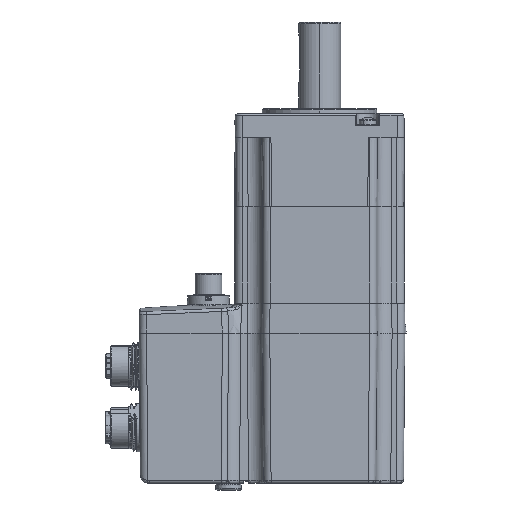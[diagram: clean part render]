
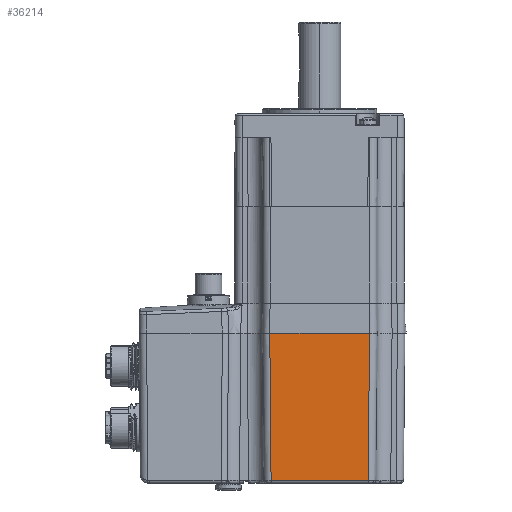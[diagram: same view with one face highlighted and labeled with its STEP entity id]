
A CAD part, front view. The second image highlights one B-rep face of the part: STEP entity #36214.
In plain terms, the highlighted planar face has unit normal (0, -1, -0.009).
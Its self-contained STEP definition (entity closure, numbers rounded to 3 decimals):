
#478 = CARTESIAN_POINT ( 'NONE',  ( 16.587, -28.337, -53. ) ) ;
#1280 = EDGE_CURVE ( 'NONE', #11506, #26333, #42704, .T. ) ;
#5882 = EDGE_CURVE ( 'NONE', #52311, #11506, #116653, .T. ) ;
#6785 = CARTESIAN_POINT ( 'NONE',  ( 19.087, -28.337, -53. ) ) ;
#11506 = VERTEX_POINT ( 'NONE', #103265 ) ;
#23832 = ORIENTED_EDGE ( 'NONE', *, *, #86049, .T. ) ;
#24041 = VECTOR ( 'NONE', #88515, 1000. ) ;
#24979 = LINE ( 'NONE', #6785, #69091 ) ;
#26333 = VERTEX_POINT ( 'NONE', #45957 ) ;
#27479 = ORIENTED_EDGE ( 'NONE', *, *, #5882, .T. ) ;
#36214 = ADVANCED_FACE ( 'NONE', ( #76358 ), #95768, .T. ) ;
#40844 = DIRECTION ( 'NONE',  ( 1., 0., 0. ) ) ;
#42704 = LINE ( 'NONE', #89646, #76699 ) ;
#45957 = CARTESIAN_POINT ( 'NONE',  ( 16.16, -27.91, -102.009 ) ) ;
#46983 = DIRECTION ( 'NONE',  ( 0., -0.009, 1. ) ) ;
#52311 = VERTEX_POINT ( 'NONE', #95097 ) ;
#61009 = DIRECTION ( 'NONE',  ( 0.009, -0.009, 1. ) ) ;
#63116 = DIRECTION ( 'NONE',  ( -1., 0., 0. ) ) ;
#67789 = EDGE_CURVE ( 'NONE', #26333, #83626, #92590, .T. ) ;
#69091 = VECTOR ( 'NONE', #63116, 1000. ) ;
#75033 = ORIENTED_EDGE ( 'NONE', *, *, #1280, .T. ) ;
#76358 = FACE_OUTER_BOUND ( 'NONE', #116535, .T. ) ;
#76699 = VECTOR ( 'NONE', #40844, 1000. ) ;
#81385 = ORIENTED_EDGE ( 'NONE', *, *, #67789, .T. ) ;
#83626 = VERTEX_POINT ( 'NONE', #478 ) ;
#85795 = DIRECTION ( 'NONE',  ( 0., -1., -0.009 ) ) ;
#86049 = EDGE_CURVE ( 'NONE', #83626, #52311, #24979, .T. ) ;
#88515 = DIRECTION ( 'NONE',  ( 0.009, 0.009, -1. ) ) ;
#89646 = CARTESIAN_POINT ( 'NONE',  ( 19.087, -27.91, -102.009 ) ) ;
#91705 = VECTOR ( 'NONE', #61009, 1000. ) ;
#92590 = LINE ( 'NONE', #112015, #91705 ) ;
#95097 = CARTESIAN_POINT ( 'NONE',  ( -16.587, -28.337, -53. ) ) ;
#95768 = PLANE ( 'NONE',  #96732 ) ;
#96732 = AXIS2_PLACEMENT_3D ( 'NONE', #104553, #85795, #46983 ) ;
#103265 = CARTESIAN_POINT ( 'NONE',  ( -16.16, -27.91, -102.009 ) ) ;
#104553 = CARTESIAN_POINT ( 'NONE',  ( 19.087, -28.337, -53. ) ) ;
#112015 = CARTESIAN_POINT ( 'NONE',  ( 16.588, -28.337, -52.978 ) ) ;
#115428 = CARTESIAN_POINT ( 'NONE',  ( -16.585, -28.335, -53.311 ) ) ;
#116535 = EDGE_LOOP ( 'NONE', ( #27479, #75033, #81385, #23832 ) ) ;
#116653 = LINE ( 'NONE', #115428, #24041 ) ;
